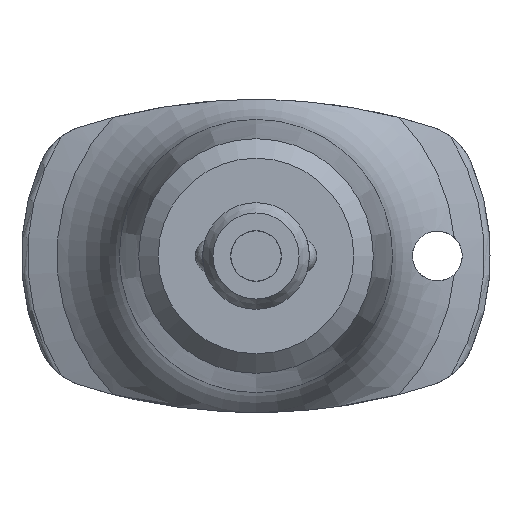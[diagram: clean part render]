
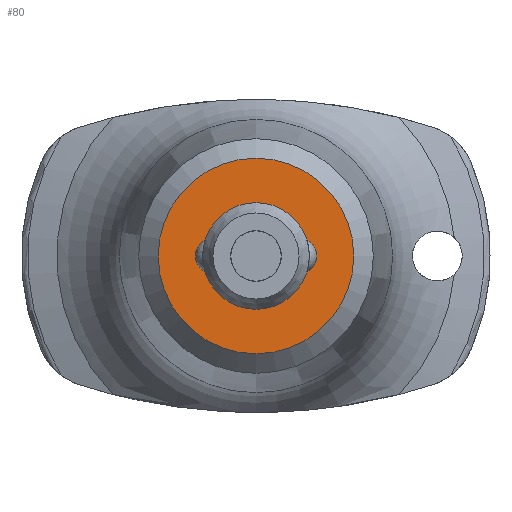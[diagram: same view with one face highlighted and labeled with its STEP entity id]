
A CAD part, front view. The second image highlights one B-rep face of the part: STEP entity #80.
In plain terms, the highlighted planar face has unit normal (0, -1, 0).
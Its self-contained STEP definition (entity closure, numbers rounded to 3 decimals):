
#80 = ADVANCED_FACE( '', ( #195, #196 ), #197, .T. );
#195 = FACE_OUTER_BOUND( '', #361, .T. );
#196 = FACE_BOUND( '', #362, .T. );
#197 = PLANE( '', #363 );
#361 = EDGE_LOOP( '', ( #573 ) );
#362 = EDGE_LOOP( '', ( #574 ) );
#363 = AXIS2_PLACEMENT_3D( '', #575, #576, #577 );
#573 = ORIENTED_EDGE( '', *, *, #865, .T. );
#574 = ORIENTED_EDGE( '', *, *, #866, .F. );
#575 = CARTESIAN_POINT( '', ( 1.425, 0., 0. ) );
#576 = DIRECTION( '', ( 0., -1., 0. ) );
#577 = DIRECTION( '', ( 0., 0., -1. ) );
#865 = EDGE_CURVE( '', #1000, #1000, #1001, .T. );
#866 = EDGE_CURVE( '', #1002, #1002, #1003, .T. );
#1000 = VERTEX_POINT( '', #1358 );
#1001 = CIRCLE( '', #1359, 5.5 );
#1002 = VERTEX_POINT( '', #1360 );
#1003 = CIRCLE( '', #1361, 3. );
#1358 = CARTESIAN_POINT( '', ( 0., 0., -5.5 ) );
#1359 = AXIS2_PLACEMENT_3D( '', #1852, #1853, #1854 );
#1360 = CARTESIAN_POINT( '', ( 0., 0., -3. ) );
#1361 = AXIS2_PLACEMENT_3D( '', #1855, #1856, #1857 );
#1852 = CARTESIAN_POINT( '', ( 0., 0., 0. ) );
#1853 = DIRECTION( '', ( 0., -1., 0. ) );
#1854 = DIRECTION( '', ( 0., 0., -1. ) );
#1855 = CARTESIAN_POINT( '', ( 0., 0., 0. ) );
#1856 = DIRECTION( '', ( 0., -1., 0. ) );
#1857 = DIRECTION( '', ( 0., 0., -1. ) );
